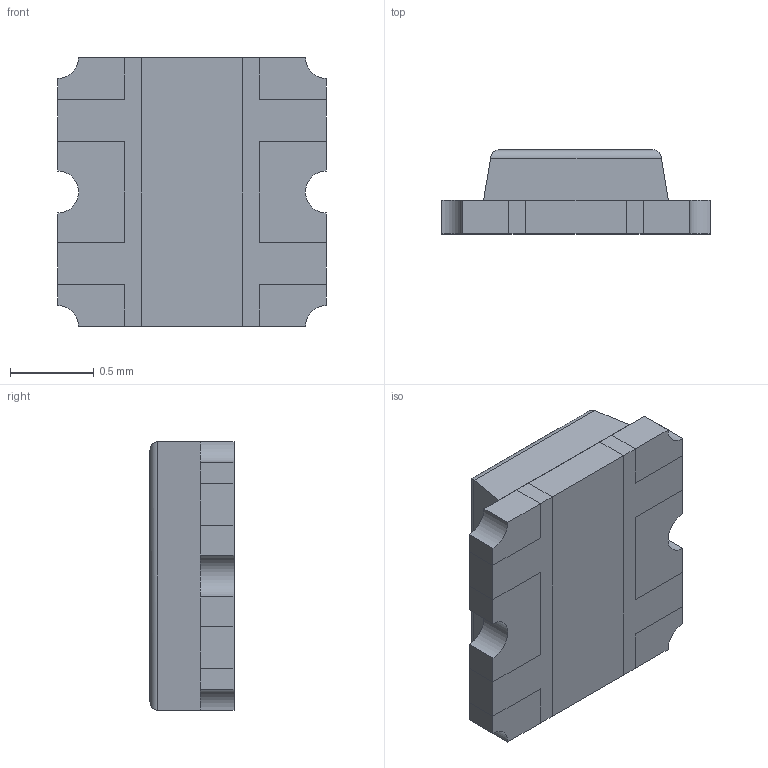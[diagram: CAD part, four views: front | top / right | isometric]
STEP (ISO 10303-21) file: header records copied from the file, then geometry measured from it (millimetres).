
FILE_DESCRIPTION(/* description */ (''),/* implementation_level */ '2;1');
FILE_NAME(/* name */ 'コンポーネント1.step',/* time_stamp */ '2019-09-25T08:47:00+09:00',/* author */ (''),/* organization */ (''),/* preprocessor_version */ 'ST-DEVELOPER v18',/* originating_system */ 'Autodesk Translation Framework v8.6.0.1094',/* authorisation */ '');
FILE_SCHEMA (('AUTOMOTIVE_DESIGN { 1 0 10303 214 3 1 1 }'));
Length unit declared in the file: millimetre
Products named in the file (1): Fusion コンポーネント
Bounding box: 1.6 x 0.5 x 1.6 mm (x, y, z)
Volume: 1 mm3; surface area: 14.5 mm2
Topology: 10 solids, 10 shells, 88 faces, 204 edges, 136 vertices
Faces by surface type: plane 78, cylinder 10
Entity records: 2513 total; most frequent: CARTESIAN_POINT 429, ORIENTED_EDGE 408, DIRECTION 402, EDGE_CURVE 204, LINE 184, VECTOR 184, VERTEX_POINT 136, AXIS2_PLACEMENT_3D 109
